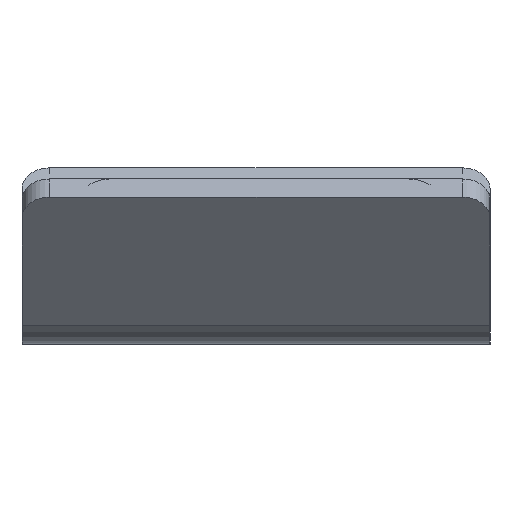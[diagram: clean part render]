
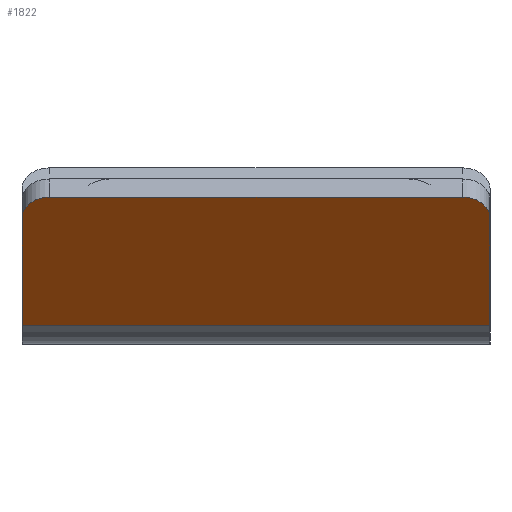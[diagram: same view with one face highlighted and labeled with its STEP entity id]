
A CAD part, left-side view. The second image highlights one B-rep face of the part: STEP entity #1822.
In plain terms, the highlighted planar face has unit normal (-0.749, 0, -0.663).
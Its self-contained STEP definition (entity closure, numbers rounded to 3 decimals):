
#23=DIRECTION('',(-0.663,0.,0.749));
#24=VECTOR('',#23,26.127);
#25=CARTESIAN_POINT('',(-139.134,0.,-48.086));
#26=LINE('',#25,#24);
#309=DIRECTION('',(-0.663,0.,0.749));
#310=VECTOR('',#309,26.127);
#311=CARTESIAN_POINT('',(-139.134,85.,-48.086));
#312=LINE('',#311,#310);
#713=DIRECTION('',(0.,1.,0.));
#714=VECTOR('',#713,75.);
#715=CARTESIAN_POINT('',(-159.76,5.,-24.773));
#716=LINE('',#715,#714);
#725=CARTESIAN_POINT('',(-156.447,5.,-28.518));
#726=DIRECTION('',(-0.749,0.,-0.663));
#727=DIRECTION('',(0.,-1.,0.));
#728=AXIS2_PLACEMENT_3D('',#725,#726,#727);
#730=DIRECTION('',(0.,-1.,0.));
#731=VECTOR('',#730,85.);
#732=CARTESIAN_POINT('',(-139.134,85.,-48.086));
#733=LINE('',#732,#731);
#734=CARTESIAN_POINT('',(-156.447,80.,-28.518));
#735=DIRECTION('',(-0.749,0.,-0.663));
#736=DIRECTION('',(-0.663,0.,0.749));
#737=AXIS2_PLACEMENT_3D('',#734,#735,#736);
#779=CARTESIAN_POINT('',(-139.134,0.,-48.086));
#781=VERTEX_POINT('',#779);
#785=CARTESIAN_POINT('',(-139.134,85.,-48.086));
#786=VERTEX_POINT('',#785);
#975=CARTESIAN_POINT('',(-156.447,0.,-28.518));
#976=CARTESIAN_POINT('',(-159.76,5.,-24.773));
#977=VERTEX_POINT('',#975);
#978=VERTEX_POINT('',#976);
#987=CARTESIAN_POINT('',(-159.76,80.,-24.773));
#988=VERTEX_POINT('',#987);
#989=CARTESIAN_POINT('',(-156.447,85.,-28.518));
#990=VERTEX_POINT('',#989);
#1808=CARTESIAN_POINT('',(-136.149,0.,-51.46));
#1809=DIRECTION('',(-0.749,0.,-0.663));
#1810=DIRECTION('',(-0.663,0.,0.749));
#1811=AXIS2_PLACEMENT_3D('',#1808,#1809,#1810);
#1812=PLANE('',#1811);
#1813=ORIENTED_EDGE('',*,*,#1800,.F.);
#1814=ORIENTED_EDGE('',*,*,#1008,.F.);
#1815=ORIENTED_EDGE('',*,*,#1276,.F.);
#1816=ORIENTED_EDGE('',*,*,#1297,.T.);
#1818=ORIENTED_EDGE('',*,*,#1817,.F.);
#1819=ORIENTED_EDGE('',*,*,#1785,.F.);
#1820=EDGE_LOOP('',(#1813,#1814,#1815,#1816,#1818,#1819));
#1821=FACE_OUTER_BOUND('',#1820,.F.);
#1822=ADVANCED_FACE('',(#1821),#1812,.T.);
#729=CIRCLE('',#728,5.);
#738=CIRCLE('',#737,5.);
#1008=EDGE_CURVE('',#781,#977,#26,.T.);
#1276=EDGE_CURVE('',#786,#781,#733,.T.);
#1297=EDGE_CURVE('',#786,#990,#312,.T.);
#1785=EDGE_CURVE('',#978,#988,#716,.T.);
#1800=EDGE_CURVE('',#977,#978,#729,.T.);
#1817=EDGE_CURVE('',#988,#990,#738,.T.);
